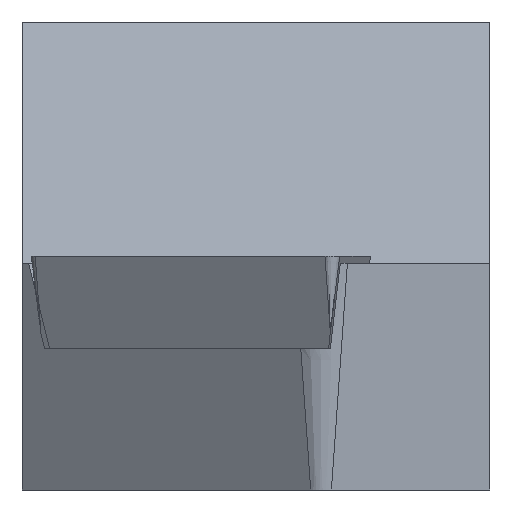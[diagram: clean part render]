
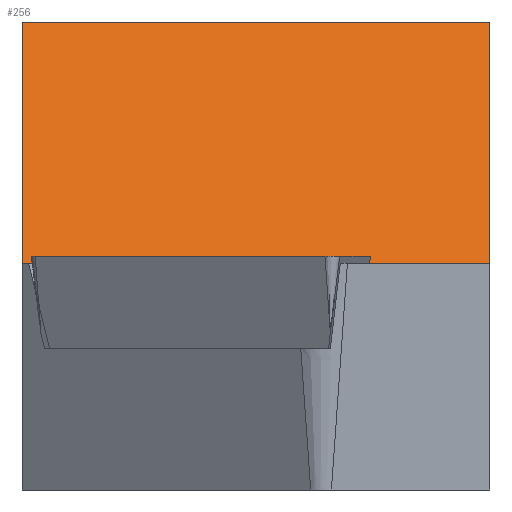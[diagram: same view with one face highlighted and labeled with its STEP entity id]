
A CAD part, left-side view. The second image highlights one B-rep face of the part: STEP entity #256.
In plain terms, the highlighted planar face has unit normal (-0.94, 0, 0.342).
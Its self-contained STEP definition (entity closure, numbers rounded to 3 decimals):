
#234=PLANE('',#689);
#256=ADVANCED_FACE('',(#283),#234,.F.);
#283=FACE_OUTER_BOUND('',#310,.T.);
#310=EDGE_LOOP('',(#491,#492,#493,#494));
#336=LINE('',#869,#388);
#341=LINE('',#883,#393);
#348=LINE('',#900,#400);
#355=LINE('',#914,#407);
#388=VECTOR('',#729,1.);
#393=VECTOR('',#740,1.);
#400=VECTOR('',#753,1.);
#407=VECTOR('',#774,1.);
#491=ORIENTED_EDGE('',*,*,#635,.F.);
#492=ORIENTED_EDGE('',*,*,#612,.F.);
#493=ORIENTED_EDGE('',*,*,#628,.F.);
#494=ORIENTED_EDGE('',*,*,#619,.F.);
#569=VERTEX_POINT('',#868);
#570=VERTEX_POINT('',#870);
#575=VERTEX_POINT('',#882);
#576=VERTEX_POINT('',#884);
#612=EDGE_CURVE('',#569,#570,#336,.T.);
#619=EDGE_CURVE('',#575,#576,#341,.T.);
#628=EDGE_CURVE('',#576,#569,#348,.T.);
#635=EDGE_CURVE('',#570,#575,#355,.T.);
#689=AXIS2_PLACEMENT_3D('',#915,#775,#776);
#729=DIRECTION('',(-0.342,0.,-0.94));
#740=DIRECTION('',(0.342,0.,0.94));
#753=DIRECTION('',(0.,-1.,0.));
#774=DIRECTION('',(0.,1.,0.));
#775=DIRECTION('',(0.94,0.,-0.342));
#776=DIRECTION('',(-0.342,0.,-0.94));
#868=CARTESIAN_POINT('',(23.749,0.,10.));
#869=CARTESIAN_POINT('',(22.731,0.,7.204));
#870=CARTESIAN_POINT('',(20.,0.,-0.3));
#882=CARTESIAN_POINT('',(20.,20.,-0.3));
#883=CARTESIAN_POINT('',(14.543,20.,-15.293));
#884=CARTESIAN_POINT('',(23.749,20.,10.));
#900=CARTESIAN_POINT('',(23.749,0.,10.));
#914=CARTESIAN_POINT('',(20.,21.,-0.3));
#915=CARTESIAN_POINT('',(20.,21.,-0.3));
